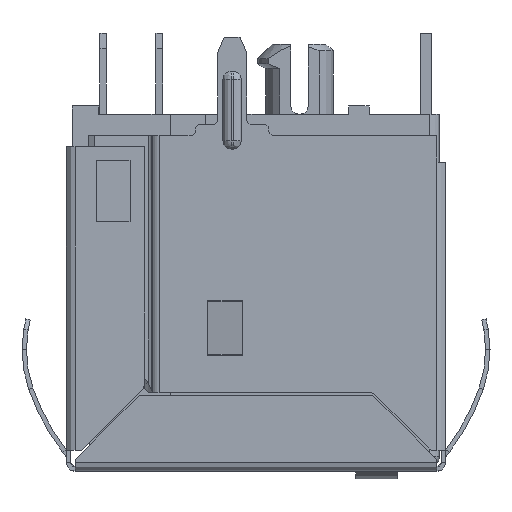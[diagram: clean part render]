
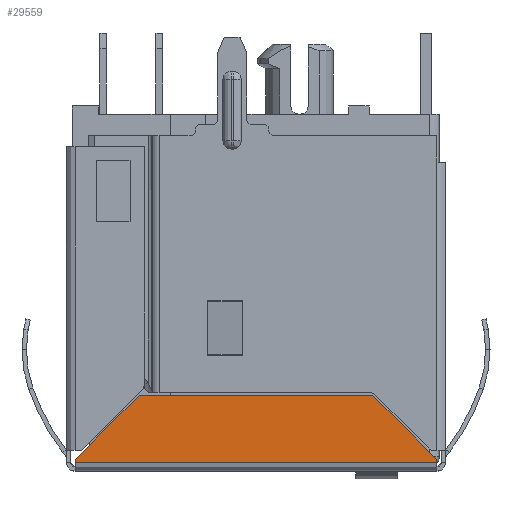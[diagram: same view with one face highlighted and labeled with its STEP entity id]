
A CAD part, left-side view. The second image highlights one B-rep face of the part: STEP entity #29559.
In plain terms, the highlighted planar face has unit normal (-1, 0, 0).
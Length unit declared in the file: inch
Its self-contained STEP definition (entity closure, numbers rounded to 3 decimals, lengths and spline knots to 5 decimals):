
#75 = VERTEX_POINT ( 'NONE', #13847 ) ;
#727 = AXIS2_PLACEMENT_3D ( 'NONE', #28235, #4840, #32136 ) ;
#880 = PLANE ( 'NONE',  #3272 ) ;
#1370 = DIRECTION ( 'NONE',  ( 0., 0., 1. ) ) ;
#1497 = VERTEX_POINT ( 'NONE', #10280 ) ;
#3272 = AXIS2_PLACEMENT_3D ( 'NONE', #8794, #36037, #12712 ) ;
#3373 = ORIENTED_EDGE ( 'NONE', *, *, #27099, .T. ) ;
#3524 = VECTOR ( 'NONE', #19459, 39.37008 ) ;
#3845 = CARTESIAN_POINT ( 'NONE',  ( -0.3695, 0.1751, 0.12638 ) ) ;
#4840 = DIRECTION ( 'NONE',  ( -1., 0., 0. ) ) ;
#4956 = CARTESIAN_POINT ( 'NONE',  ( -0.3695, -0.2393, 0.12407 ) ) ;
#5237 = CARTESIAN_POINT ( 'NONE',  ( -0.3695, -0.35195, -0.00945 ) ) ;
#5496 = AXIS2_PLACEMENT_3D ( 'NONE', #9677, #36940, #13601 ) ;
#5998 = AXIS2_PLACEMENT_3D ( 'NONE', #48140, #24810, #1370 ) ;
#6884 = EDGE_CURVE ( 'NONE', #28579, #48731, #13954, .T. ) ;
#7308 = ORIENTED_EDGE ( 'NONE', *, *, #18909, .F. ) ;
#7411 = CARTESIAN_POINT ( 'NONE',  ( -0.3695, -0.35195, 0.00816 ) ) ;
#7542 = VERTEX_POINT ( 'NONE', #37501 ) ;
#7786 = AXIS2_PLACEMENT_3D ( 'NONE', #32581, #9209, #36467 ) ;
#8634 = CARTESIAN_POINT ( 'NONE',  ( -0.3695, -0.02931, 0.12638 ) ) ;
#8794 = CARTESIAN_POINT ( 'NONE',  ( -0.3695, -0.02931, -0.00945 ) ) ;
#8819 = EDGE_LOOP ( 'NONE', ( #34311, #18780, #24320, #7308, #37863, #3373, #49291, #44494, #30462, #15280 ) ) ;
#9209 = DIRECTION ( 'NONE',  ( -1., 0., 0. ) ) ;
#9321 = DIRECTION ( 'NONE',  ( 0., 0., 1. ) ) ;
#9677 = CARTESIAN_POINT ( 'NONE',  ( -0.3695, 0.28545, 0.00816 ) ) ;
#9952 = CARTESIAN_POINT ( 'NONE',  ( -0.3695, -0.35195, 0.0063 ) ) ;
#10280 = CARTESIAN_POINT ( 'NONE',  ( -0.3695, 0.29102, 0.01372 ) ) ;
#10524 = VECTOR ( 'NONE', #30935, 39.37008 ) ;
#11008 = EDGE_CURVE ( 'NONE', #13650, #17976, #38524, .T. ) ;
#12599 = LINE ( 'NONE', #17939, #33359 ) ;
#12712 = DIRECTION ( 'NONE',  ( 0., 0., 1. ) ) ;
#13601 = DIRECTION ( 'NONE',  ( 0., 0., 1. ) ) ;
#13650 = VERTEX_POINT ( 'NONE', #17017 ) ;
#13847 = CARTESIAN_POINT ( 'NONE',  ( -0.3695, 0.18067, 0.12407 ) ) ;
#13954 = LINE ( 'NONE', #26991, #3524 ) ;
#14542 = DIRECTION ( 'NONE',  ( 0., 1., 0. ) ) ;
#14810 = EDGE_CURVE ( 'NONE', #17976, #75, #47890, .T. ) ;
#14863 = EDGE_CURVE ( 'NONE', #28579, #13650, #19244, .T. ) ;
#14979 = VERTEX_POINT ( 'NONE', #9952 ) ;
#15280 = ORIENTED_EDGE ( 'NONE', *, *, #14810, .T. ) ;
#15397 = CARTESIAN_POINT ( 'NONE',  ( -0.3695, 0.29333, 0.01142 ) ) ;
#17017 = CARTESIAN_POINT ( 'NONE',  ( -0.3695, -0.23373, 0.12638 ) ) ;
#17149 = CARTESIAN_POINT ( 'NONE',  ( -0.3695, 0.29333, 0.00816 ) ) ;
#17161 = CIRCLE ( 'NONE', #7786, 0.00787 ) ;
#17939 = CARTESIAN_POINT ( 'NONE',  ( -0.3695, 0.29333, -0.00945 ) ) ;
#17976 = VERTEX_POINT ( 'NONE', #3845 ) ;
#18002 = VECTOR ( 'NONE', #9321, 39.37008 ) ;
#18780 = ORIENTED_EDGE ( 'NONE', *, *, #49240, .T. ) ;
#18909 = EDGE_CURVE ( 'NONE', #14979, #7542, #30759, .T. ) ;
#19244 = CIRCLE ( 'NONE', #5998, 0.00787 ) ;
#19459 = DIRECTION ( 'NONE',  ( 0., -0.707, -0.707 ) ) ;
#20684 = EDGE_CURVE ( 'NONE', #1497, #75, #40383, .T. ) ;
#21531 = CARTESIAN_POINT ( 'NONE',  ( -0.3695, -0.34964, 0.01372 ) ) ;
#23174 = VERTEX_POINT ( 'NONE', #17149 ) ;
#23851 = EDGE_CURVE ( 'NONE', #23174, #7542, #12599, .T. ) ;
#24320 = ORIENTED_EDGE ( 'NONE', *, *, #23851, .T. ) ;
#24810 = DIRECTION ( 'NONE',  ( -1., 0., 0. ) ) ;
#26991 = CARTESIAN_POINT ( 'NONE',  ( -0.3695, -0.35195, 0.01142 ) ) ;
#27099 = EDGE_CURVE ( 'NONE', #43779, #48731, #17161, .T. ) ;
#28099 = DIRECTION ( 'NONE',  ( 0., 1., 0. ) ) ;
#28235 = CARTESIAN_POINT ( 'NONE',  ( -0.3695, 0.1751, 0.1185 ) ) ;
#28579 = VERTEX_POINT ( 'NONE', #4956 ) ;
#29559 = ADVANCED_FACE ( 'NONE', ( #31279 ), #880, .F. ) ;
#30084 = CARTESIAN_POINT ( 'NONE',  ( -0.3695, 0.29333, 0.0063 ) ) ;
#30462 = ORIENTED_EDGE ( 'NONE', *, *, #11008, .T. ) ;
#30759 = LINE ( 'NONE', #30084, #39911 ) ;
#30935 = DIRECTION ( 'NONE',  ( 0., -0.707, 0.707 ) ) ;
#31279 = FACE_OUTER_BOUND ( 'NONE', #8819, .T. ) ;
#32136 = DIRECTION ( 'NONE',  ( 0., 0., 1. ) ) ;
#32581 = CARTESIAN_POINT ( 'NONE',  ( -0.3695, -0.34408, 0.00816 ) ) ;
#33359 = VECTOR ( 'NONE', #45162, 39.37008 ) ;
#34311 = ORIENTED_EDGE ( 'NONE', *, *, #20684, .F. ) ;
#36037 = DIRECTION ( 'NONE',  ( 1., 0., 0. ) ) ;
#36430 = EDGE_CURVE ( 'NONE', #14979, #43779, #50307, .T. ) ;
#36467 = DIRECTION ( 'NONE',  ( 0., 0., 1. ) ) ;
#36940 = DIRECTION ( 'NONE',  ( -1., 0., 0. ) ) ;
#37291 = VECTOR ( 'NONE', #28099, 39.37008 ) ;
#37501 = CARTESIAN_POINT ( 'NONE',  ( -0.3695, 0.29333, 0.0063 ) ) ;
#37863 = ORIENTED_EDGE ( 'NONE', *, *, #36430, .T. ) ;
#38524 = LINE ( 'NONE', #8634, #37291 ) ;
#39805 = CIRCLE ( 'NONE', #5496, 0.00787 ) ;
#39911 = VECTOR ( 'NONE', #14542, 39.37008 ) ;
#40383 = LINE ( 'NONE', #15397, #10524 ) ;
#43779 = VERTEX_POINT ( 'NONE', #7411 ) ;
#44494 = ORIENTED_EDGE ( 'NONE', *, *, #14863, .T. ) ;
#45162 = DIRECTION ( 'NONE',  ( 0., 0., -1. ) ) ;
#47890 = CIRCLE ( 'NONE', #727, 0.00787 ) ;
#48140 = CARTESIAN_POINT ( 'NONE',  ( -0.3695, -0.23373, 0.1185 ) ) ;
#48731 = VERTEX_POINT ( 'NONE', #21531 ) ;
#49240 = EDGE_CURVE ( 'NONE', #1497, #23174, #39805, .T. ) ;
#49291 = ORIENTED_EDGE ( 'NONE', *, *, #6884, .F. ) ;
#50307 = LINE ( 'NONE', #5237, #18002 ) ;
